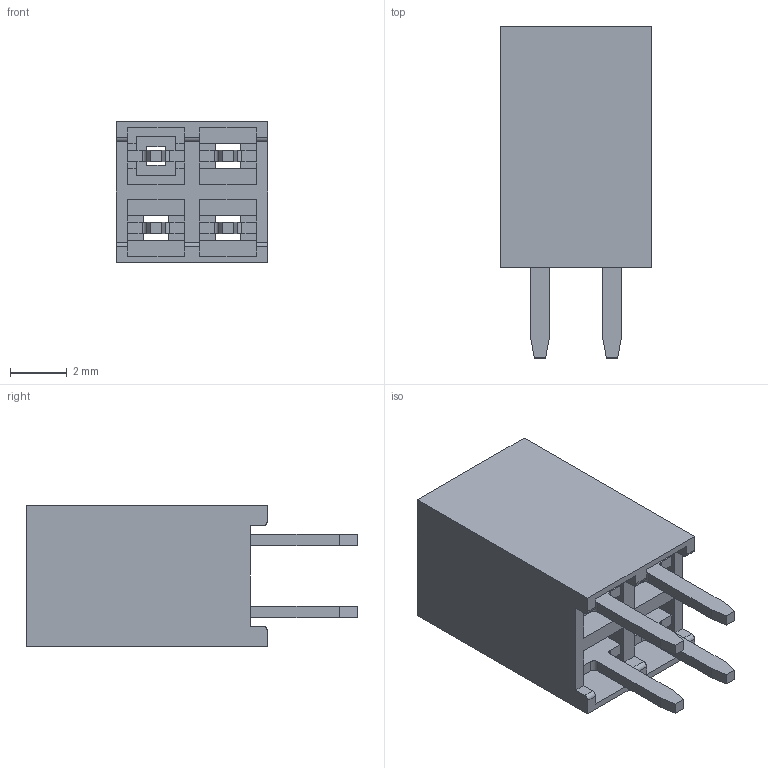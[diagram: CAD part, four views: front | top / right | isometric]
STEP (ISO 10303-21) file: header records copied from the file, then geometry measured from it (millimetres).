
FILE_DESCRIPTION(('STEP AP214'),'1');
FILE_NAME('female_header_a-bl254-dg-g04d.stp','2022-05-31T15:31:56',('TraceParts'),('TraceParts S.A.'),'Spatial InterOp 3D',' ',' ');
FILE_SCHEMA(('AUTOMOTIVE_DESIGN { 1 0 10303 214 1 1 1 1 }'));
Length unit declared in the file: millimetre
Products named in the file (1): female_header_a-bl254-dg-g04d
Bounding box: 5.33 x 11.7 x 5 mm (x, y, z)
Volume: 102.5 mm3; surface area: 516.3 mm2
Topology: 1 solids, 1 shells, 146 faces, 438 edges, 292 vertices
Faces by surface type: plane 132, cylinder 14
Entity records: 6066 total; most frequent: CARTESIAN_POINT 877, ORIENTED_EDGE 876, DIRECTION 760, EDGE_CURVE 438, LINE 410, VECTOR 410, VERTEX_POINT 292, AXIS2_PLACEMENT_3D 175
